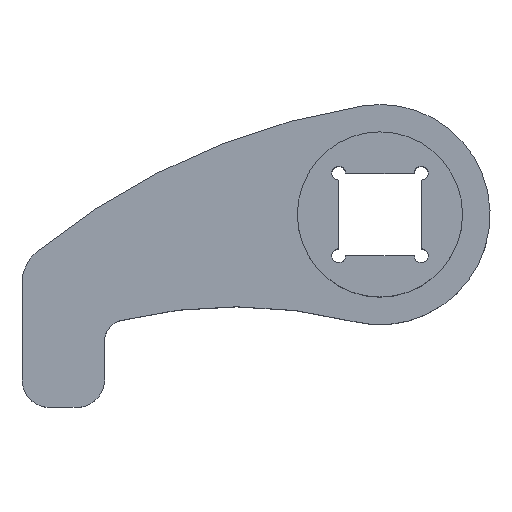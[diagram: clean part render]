
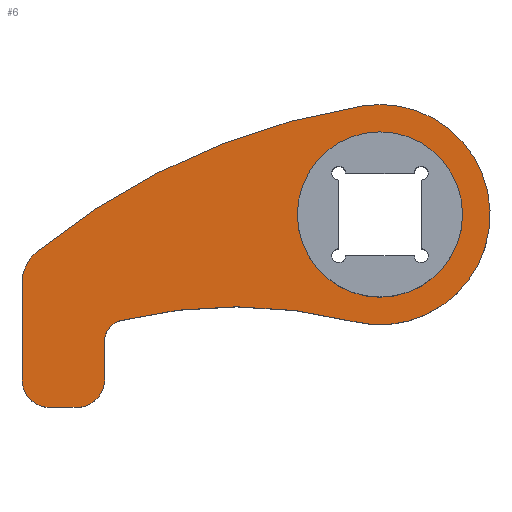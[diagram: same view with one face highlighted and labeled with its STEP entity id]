
A CAD part, top view. The second image highlights one B-rep face of the part: STEP entity #6.
In plain terms, the highlighted planar face has unit normal (0, 0, 1).
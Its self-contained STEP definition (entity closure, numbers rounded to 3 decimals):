
#6 = ADVANCED_FACE ( 'NONE', ( #221, #885 ), #394, .T. ) ;
#8 = DIRECTION ( 'NONE',  ( 0., 0., 1. ) ) ;
#10 = CARTESIAN_POINT ( 'NONE',  ( 0., 0., 2.5 ) ) ;
#16 = DIRECTION ( 'NONE',  ( 0., -1., 0. ) ) ;
#23 = CARTESIAN_POINT ( 'NONE',  ( 6.646, -41.471, 2.5 ) ) ;
#27 = DIRECTION ( 'NONE',  ( 1., 0., 0. ) ) ;
#40 = CARTESIAN_POINT ( 'NONE',  ( -22., -14., 2.5 ) ) ;
#49 = DIRECTION ( 'NONE',  ( 1., 0., 0. ) ) ;
#50 = DIRECTION ( 'NONE',  ( 0., 0., -1. ) ) ;
#51 = CARTESIAN_POINT ( 'NONE',  ( -26., 0., 2.5 ) ) ;
#52 = CARTESIAN_POINT ( 'NONE',  ( -10.523, -41.693, 2.5 ) ) ;
#83 = DIRECTION ( 'NONE',  ( 0., 1., 0. ) ) ;
#84 = CARTESIAN_POINT ( 'NONE',  ( 6., 0., 2.5 ) ) ;
#98 = CARTESIAN_POINT ( 'NONE',  ( -22., -12., 2.5 ) ) ;
#99 = DIRECTION ( 'NONE',  ( 0., 0., -1. ) ) ;
#114 = EDGE_CURVE ( 'NONE', #768, #506, #478, .T. ) ;
#118 = CARTESIAN_POINT ( 'NONE',  ( -24., -12., 2.5 ) ) ;
#122 = CARTESIAN_POINT ( 'NONE',  ( -20., 0., 2.5 ) ) ;
#127 = DIRECTION ( 'NONE',  ( 1., 0., 0. ) ) ;
#142 = DIRECTION ( 'NONE',  ( 0., 0., 1. ) ) ;
#148 = AXIS2_PLACEMENT_3D ( 'NONE', #52, #50, #27 ) ;
#182 = AXIS2_PLACEMENT_3D ( 'NONE', #365, #357, #349 ) ;
#201 = CARTESIAN_POINT ( 'NONE',  ( 0., 0., 2.5 ) ) ;
#208 = AXIS2_PLACEMENT_3D ( 'NONE', #428, #424, #420 ) ;
#221 = FACE_OUTER_BOUND ( 'NONE', #608, .T. ) ;
#228 = AXIS2_PLACEMENT_3D ( 'NONE', #10, #919, #914 ) ;
#233 = AXIS2_PLACEMENT_3D ( 'NONE', #384, #594, #879 ) ;
#235 = VECTOR ( 'NONE', #83, 1000. ) ;
#237 = LINE ( 'NONE', #122, #235 ) ;
#241 = DIRECTION ( 'NONE',  ( 1., 0., 0. ) ) ;
#246 = CIRCLE ( 'NONE', #148, 35. ) ;
#249 = CARTESIAN_POINT ( 'NONE',  ( -1.266, 7.899, 2.5 ) ) ;
#261 = CIRCLE ( 'NONE', #182, 3. ) ;
#268 = CIRCLE ( 'NONE', #208, 8. ) ;
#279 = VECTOR ( 'NONE', #747, 1000. ) ;
#280 = EDGE_CURVE ( 'NONE', #622, #568, #418, .T. ) ;
#286 = LINE ( 'NONE', #765, #279 ) ;
#291 = CARTESIAN_POINT ( 'NONE',  ( -26., -5., 2.5 ) ) ;
#313 = CIRCLE ( 'NONE', #233, 6. ) ;
#321 = CIRCLE ( 'NONE', #228, 6. ) ;
#332 = EDGE_CURVE ( 'NONE', #568, #671, #402, .T. ) ;
#338 = DIRECTION ( 'NONE',  ( 1., 0., 0. ) ) ;
#349 = DIRECTION ( 'NONE',  ( 1., 0., 0. ) ) ;
#352 = EDGE_CURVE ( 'NONE', #538, #586, #400, .T. ) ;
#357 = DIRECTION ( 'NONE',  ( 0., 0., 1. ) ) ;
#360 = EDGE_CURVE ( 'NONE', #679, #543, #395, .T. ) ;
#365 = CARTESIAN_POINT ( 'NONE',  ( -23., -5., 2.5 ) ) ;
#384 = CARTESIAN_POINT ( 'NONE',  ( 0., 0., 2.5 ) ) ;
#394 = PLANE ( 'NONE',  #867 ) ;
#395 = CIRCLE ( 'NONE', #642, 1.5 ) ;
#399 = DIRECTION ( 'NONE',  ( 0., 0., -1. ) ) ;
#400 = CIRCLE ( 'NONE', #650, 2. ) ;
#402 = CIRCLE ( 'NONE', #655, 2. ) ;
#412 = VECTOR ( 'NONE', #16, 1000. ) ;
#418 = LINE ( 'NONE', #51, #412 ) ;
#420 = DIRECTION ( 'NONE',  ( 1., 0., 0. ) ) ;
#424 = DIRECTION ( 'NONE',  ( 0., 0., 1. ) ) ;
#428 = CARTESIAN_POINT ( 'NONE',  ( 0., 0., 2.5 ) ) ;
#440 = CARTESIAN_POINT ( 'NONE',  ( -26., -12., 2.5 ) ) ;
#478 = CIRCLE ( 'NONE', #751, 50. ) ;
#506 = VERTEX_POINT ( 'NONE', #249 ) ;
#538 = VERTEX_POINT ( 'NONE', #40 ) ;
#543 = VERTEX_POINT ( 'NONE', #910 ) ;
#552 = ORIENTED_EDGE ( 'NONE', *, *, #352, .T. ) ;
#568 = VERTEX_POINT ( 'NONE', #440 ) ;
#586 = VERTEX_POINT ( 'NONE', #903 ) ;
#590 = EDGE_CURVE ( 'NONE', #758, #617, #313, .T. ) ;
#594 = DIRECTION ( 'NONE',  ( 0., 0., 1. ) ) ;
#596 = CARTESIAN_POINT ( 'NONE',  ( -18.5, -9.156, 2.5 ) ) ;
#598 = ORIENTED_EDGE ( 'NONE', *, *, #610, .F. ) ;
#608 = EDGE_LOOP ( 'NONE', ( #833, #710, #800, #552, #676, #712, #669, #871, #864, #783 ) ) ;
#610 = EDGE_CURVE ( 'NONE', #617, #758, #321, .T. ) ;
#616 = CARTESIAN_POINT ( 'NONE',  ( -24.892, -2.672, 2.5 ) ) ;
#617 = VERTEX_POINT ( 'NONE', #84 ) ;
#622 = VERTEX_POINT ( 'NONE', #291 ) ;
#638 = EDGE_LOOP ( 'NONE', ( #652, #598 ) ) ;
#640 = CARTESIAN_POINT ( 'NONE',  ( -6., 0., 2.5 ) ) ;
#642 = AXIS2_PLACEMENT_3D ( 'NONE', #596, #99, #241 ) ;
#650 = AXIS2_PLACEMENT_3D ( 'NONE', #98, #8, #338 ) ;
#652 = ORIENTED_EDGE ( 'NONE', *, *, #590, .F. ) ;
#655 = AXIS2_PLACEMENT_3D ( 'NONE', #118, #920, #127 ) ;
#656 = CARTESIAN_POINT ( 'NONE',  ( -1.958, -7.757, 2.5 ) ) ;
#669 = ORIENTED_EDGE ( 'NONE', *, *, #917, .T. ) ;
#671 = VERTEX_POINT ( 'NONE', #857 ) ;
#676 = ORIENTED_EDGE ( 'NONE', *, *, #918, .T. ) ;
#679 = VERTEX_POINT ( 'NONE', #820 ) ;
#697 = EDGE_CURVE ( 'NONE', #671, #538, #286, .T. ) ;
#704 = DIRECTION ( 'NONE',  ( 1., 0., 0. ) ) ;
#710 = ORIENTED_EDGE ( 'NONE', *, *, #332, .T. ) ;
#712 = ORIENTED_EDGE ( 'NONE', *, *, #360, .T. ) ;
#747 = DIRECTION ( 'NONE',  ( 1., 0., 0. ) ) ;
#751 = AXIS2_PLACEMENT_3D ( 'NONE', #23, #399, #49 ) ;
#758 = VERTEX_POINT ( 'NONE', #640 ) ;
#765 = CARTESIAN_POINT ( 'NONE',  ( 0., -14., 2.5 ) ) ;
#768 = VERTEX_POINT ( 'NONE', #616 ) ;
#783 = ORIENTED_EDGE ( 'NONE', *, *, #844, .T. ) ;
#785 = VERTEX_POINT ( 'NONE', #656 ) ;
#800 = ORIENTED_EDGE ( 'NONE', *, *, #697, .T. ) ;
#820 = CARTESIAN_POINT ( 'NONE',  ( -20., -9.156, 2.5 ) ) ;
#833 = ORIENTED_EDGE ( 'NONE', *, *, #280, .T. ) ;
#835 = EDGE_CURVE ( 'NONE', #785, #506, #268, .T. ) ;
#844 = EDGE_CURVE ( 'NONE', #768, #622, #261, .T. ) ;
#857 = CARTESIAN_POINT ( 'NONE',  ( -24., -14., 2.5 ) ) ;
#864 = ORIENTED_EDGE ( 'NONE', *, *, #114, .F. ) ;
#867 = AXIS2_PLACEMENT_3D ( 'NONE', #201, #142, #704 ) ;
#871 = ORIENTED_EDGE ( 'NONE', *, *, #835, .T. ) ;
#879 = DIRECTION ( 'NONE',  ( 1., 0., 0. ) ) ;
#885 = FACE_BOUND ( 'NONE', #638, .T. ) ;
#903 = CARTESIAN_POINT ( 'NONE',  ( -20., -12., 2.5 ) ) ;
#910 = CARTESIAN_POINT ( 'NONE',  ( -18.857, -7.699, 2.5 ) ) ;
#914 = DIRECTION ( 'NONE',  ( 1., 0., 0. ) ) ;
#917 = EDGE_CURVE ( 'NONE', #543, #785, #246, .T. ) ;
#918 = EDGE_CURVE ( 'NONE', #586, #679, #237, .T. ) ;
#919 = DIRECTION ( 'NONE',  ( 0., 0., 1. ) ) ;
#920 = DIRECTION ( 'NONE',  ( 0., 0., 1. ) ) ;
